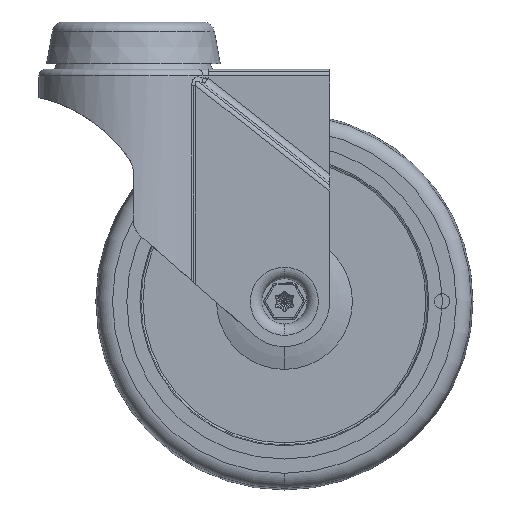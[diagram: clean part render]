
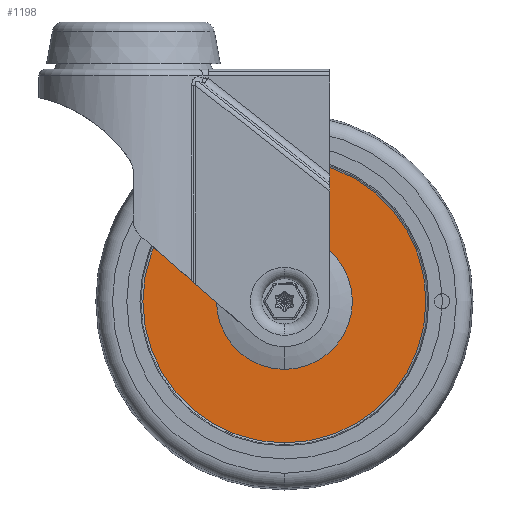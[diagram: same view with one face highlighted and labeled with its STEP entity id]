
A CAD part, front view. The second image highlights one B-rep face of the part: STEP entity #1198.
In plain terms, the highlighted planar face has unit normal (0, -1, 0).
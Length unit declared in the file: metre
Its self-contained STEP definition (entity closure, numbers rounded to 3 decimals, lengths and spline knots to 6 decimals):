
#1198=ADVANCED_FACE('',(#1869,#1870),#1871,.T.);
#1869=FACE_OUTER_BOUND('',#3914,.T.);
#1870=FACE_BOUND('',#3915,.T.);
#1871=PLANE('',#3916);
#3914=EDGE_LOOP('',(#13036,#13037));
#3915=EDGE_LOOP('',(#13038,#13039));
#3916=AXIS2_PLACEMENT_3D('',#13040,#13041,#13042);
#13036=ORIENTED_EDGE('',*,*,#15035,.F.);
#13037=ORIENTED_EDGE('',*,*,#14966,.F.);
#13038=ORIENTED_EDGE('',*,*,#14971,.T.);
#13039=ORIENTED_EDGE('',*,*,#15034,.T.);
#13040=CARTESIAN_POINT('',(0.0,-0.002,0.027744));
#13041=DIRECTION('',(0.0,-1.0,0.));
#13042=DIRECTION('',(0.0,0.,-1.0));
#14966=EDGE_CURVE('',#16170,#16172,#16173,.T.);
#14971=EDGE_CURVE('',#16176,#16180,#16182,.T.);
#15034=EDGE_CURVE('',#16180,#16176,#16281,.T.);
#15035=EDGE_CURVE('',#16172,#16170,#16282,.T.);
#16170=VERTEX_POINT('',#18478);
#16172=VERTEX_POINT('',#18480);
#16173=CIRCLE('',#18481,0.037487);
#16176=VERTEX_POINT('',#18484);
#16180=VERTEX_POINT('',#18488);
#16182=CIRCLE('',#18490,0.018);
#16281=CIRCLE('',#18606,0.018);
#16282=CIRCLE('',#18607,0.037487);
#18478=CARTESIAN_POINT('',(0.,-0.002,-0.037487));
#18480=CARTESIAN_POINT('',(0.0,-0.002,0.037487));
#18481=AXIS2_PLACEMENT_3D('',#29423,#29424,#29425);
#18484=CARTESIAN_POINT('',(0.0,-0.002,0.018));
#18488=CARTESIAN_POINT('',(0.,-0.002,-0.018));
#18490=AXIS2_PLACEMENT_3D('',#29438,#29439,#29440);
#18606=AXIS2_PLACEMENT_3D('',#29593,#29594,#29595);
#18607=AXIS2_PLACEMENT_3D('',#29596,#29597,#29598);
#29423=CARTESIAN_POINT('',(0.0,-0.002,0.0));
#29424=DIRECTION('',(0.0,1.0,0.0));
#29425=DIRECTION('',(0.0,0.0,1.0));
#29438=CARTESIAN_POINT('',(0.0,-0.002,0.0));
#29439=DIRECTION('',(0.0,1.0,0.0));
#29440=DIRECTION('',(0.0,0.0,1.0));
#29593=CARTESIAN_POINT('',(0.0,-0.002,0.0));
#29594=DIRECTION('',(0.0,1.0,0.0));
#29595=DIRECTION('',(0.0,0.0,1.0));
#29596=CARTESIAN_POINT('',(0.0,-0.002,0.0));
#29597=DIRECTION('',(0.0,1.0,0.0));
#29598=DIRECTION('',(0.0,0.0,1.0));
